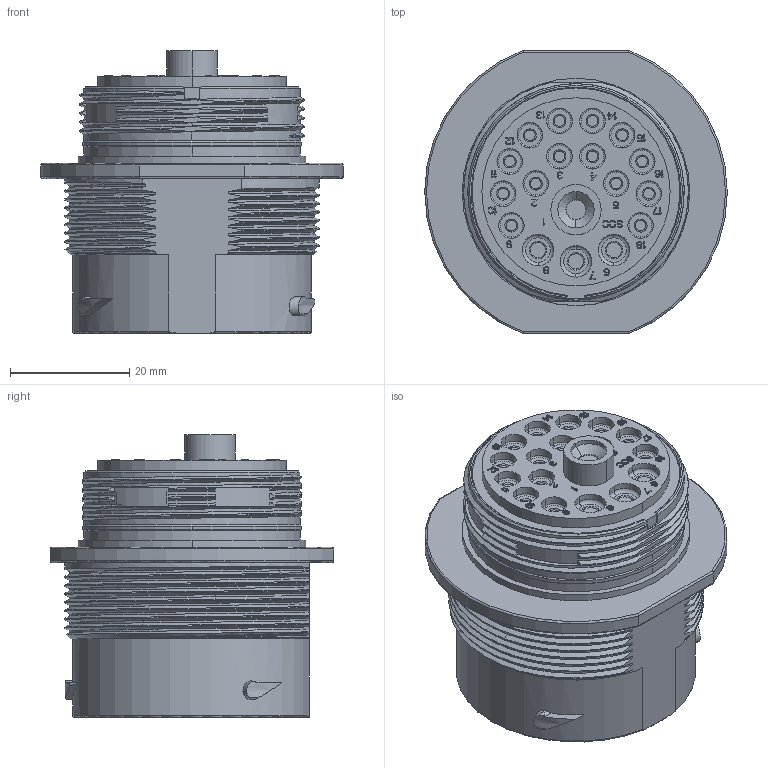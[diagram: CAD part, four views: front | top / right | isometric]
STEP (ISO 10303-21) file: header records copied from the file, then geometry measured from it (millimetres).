
FILE_DESCRIPTION((''),'2;1');
FILE_NAME('C-AHDM04-24-18SN_3D','2018-10-09T',('Administrator'),(''),'PRO/ENGINEER BY PARAMETRIC TECHNOLOGY CORPORATION, 2016360','PRO/ENGINEER BY PARAMETRIC TECHNOLOGY CORPORATION, 2016360','');
FILE_SCHEMA(('CONFIG_CONTROL_DESIGN'));
Products named in the file (1): C-AHDM04-24-18SN_3D
Bounding box: 50.8 x 47.6 x 47.52 mm (x, y, z)
Volume: 47349.8 mm3; surface area: 13603.6 mm2
Topology: 1 solids, 1 shells, 2133 faces, 6090 edges, 4103 vertices
Faces by surface type: plane 1791, cylinder 125, torus 80, bspline 79, cone 53, extrusion 5
Entity records: 75060 total; most frequent: CARTESIAN_POINT 19326, ORIENTED_EDGE 12176, DIRECTION 10568, EDGE_CURVE 6088, VECTOR 5106, LINE 5101, VERTEX_POINT 4103, AXIS2_PLACEMENT_3D 2731
